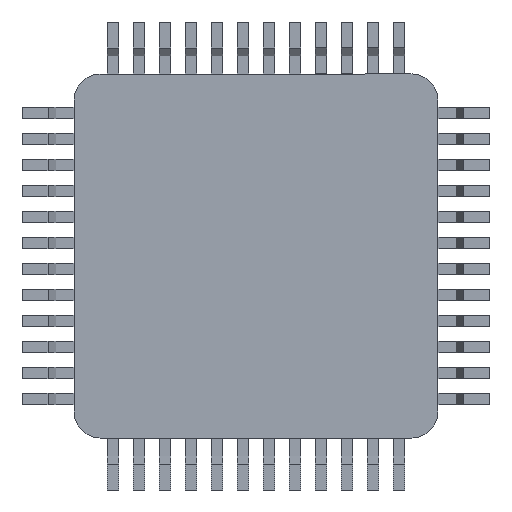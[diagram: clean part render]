
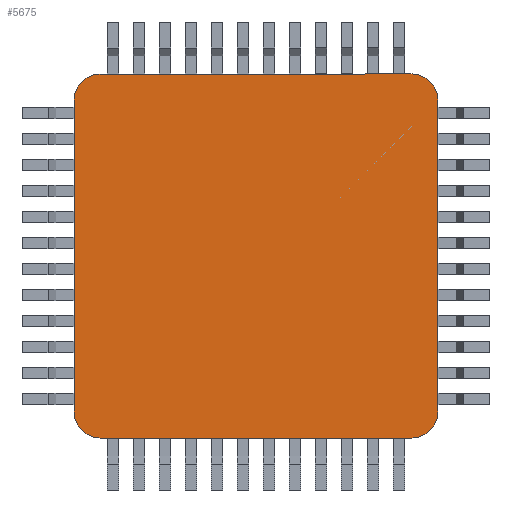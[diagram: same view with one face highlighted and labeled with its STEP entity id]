
A CAD part, front view. The second image highlights one B-rep face of the part: STEP entity #5675.
In plain terms, the highlighted planar face has unit normal (0, -1, 0).
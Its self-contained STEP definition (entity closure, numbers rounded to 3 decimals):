
#3220 = CARTESIAN_POINT ( 'NONE',  ( 3.179, 0., 2.797 ) ) ;
#3235 = DIRECTION ( 'NONE',  ( 0., 0., 1. ) ) ;
#3236 = DIRECTION ( 'NONE',  ( 0., 1., 0. ) ) ;
#3240 = AXIS2_PLACEMENT_3D ( 'NONE', #3220, #3236, #3235 ) ;
#3248 = CIRCLE ( 'NONE', #3240, 0.5 ) ;
#5157 = VERTEX_POINT ( 'NONE', #6558 ) ;
#5331 = VERTEX_POINT ( 'NONE', #7147 ) ;
#5344 = VERTEX_POINT ( 'NONE', #7456 ) ;
#5348 = VERTEX_POINT ( 'NONE', #7339 ) ;
#5356 = VERTEX_POINT ( 'NONE', #7334 ) ;
#5357 = EDGE_CURVE ( 'NONE', #5331, #5383, #7314, .T. ) ;
#5366 = EDGE_CURVE ( 'NONE', #5348, #5344, #7390, .T. ) ;
#5383 = VERTEX_POINT ( 'NONE', #7419 ) ;
#5398 = EDGE_CURVE ( 'NONE', #5344, #5331, #7592, .T. ) ;
#5666 = ORIENTED_EDGE ( 'NONE', *, *, #5398, .F. ) ;
#5667 = ORIENTED_EDGE ( 'NONE', *, *, #5670, .F. ) ;
#5670 = EDGE_CURVE ( 'NONE', #5356, #5730, #8869, .T. ) ;
#5675 = ADVANCED_FACE ( 'NONE', ( #8841 ), #8857, .T. ) ;
#5676 = ORIENTED_EDGE ( 'NONE', *, *, #5366, .F. ) ;
#5678 = ORIENTED_EDGE ( 'NONE', *, *, #5696, .F. ) ;
#5685 = ORIENTED_EDGE ( 'NONE', *, *, #5727, .F. ) ;
#5687 = ORIENTED_EDGE ( 'NONE', *, *, #5357, .F. ) ;
#5692 = ORIENTED_EDGE ( 'NONE', *, *, #5808, .F. ) ;
#5695 = EDGE_LOOP ( 'NONE', ( #5818, #5685, #5678, #5667, #5692, #5687, #5666, #5676 ) ) ;
#5696 = EDGE_CURVE ( 'NONE', #5730, #5732, #8963, .T. ) ;
#5727 = EDGE_CURVE ( 'NONE', #5732, #5157, #9136, .T. ) ;
#5730 = VERTEX_POINT ( 'NONE', #9098 ) ;
#5732 = VERTEX_POINT ( 'NONE', #9073 ) ;
#5735 = EDGE_CURVE ( 'NONE', #5157, #5348, #9074, .T. ) ;
#5808 = EDGE_CURVE ( 'NONE', #5383, #5356, #3248, .T. ) ;
#5818 = ORIENTED_EDGE ( 'NONE', *, *, #5735, .F. ) ;
#6558 = CARTESIAN_POINT ( 'NONE',  ( -2.821, 0., -3.703 ) ) ;
#7147 = CARTESIAN_POINT ( 'NONE',  ( -2.821, 0., 3.297 ) ) ;
#7311 = DIRECTION ( 'NONE',  ( 1., 0., 0. ) ) ;
#7312 = VECTOR ( 'NONE', #7311, 1000. ) ;
#7313 = CARTESIAN_POINT ( 'NONE',  ( -2.821, 0., 3.297 ) ) ;
#7314 = LINE ( 'NONE', #7313, #7312 ) ;
#7334 = CARTESIAN_POINT ( 'NONE',  ( 3.679, 0., 2.797 ) ) ;
#7339 = CARTESIAN_POINT ( 'NONE',  ( -3.321, 0., -3.203 ) ) ;
#7387 = DIRECTION ( 'NONE',  ( 0., 0., 1. ) ) ;
#7388 = VECTOR ( 'NONE', #7387, 1000. ) ;
#7389 = CARTESIAN_POINT ( 'NONE',  ( -3.321, 0., 2.797 ) ) ;
#7390 = LINE ( 'NONE', #7389, #7388 ) ;
#7419 = CARTESIAN_POINT ( 'NONE',  ( 3.179, 0., 3.297 ) ) ;
#7456 = CARTESIAN_POINT ( 'NONE',  ( -3.321, 0., 2.797 ) ) ;
#7591 = AXIS2_PLACEMENT_3D ( 'NONE', #7633, #7700, #7699 ) ;
#7592 = CIRCLE ( 'NONE', #7591, 0.5 ) ;
#7633 = CARTESIAN_POINT ( 'NONE',  ( -2.821, 0., 2.797 ) ) ;
#7699 = DIRECTION ( 'NONE',  ( 0., 0., -1. ) ) ;
#7700 = DIRECTION ( 'NONE',  ( 0., 1., 0. ) ) ;
#8841 = FACE_OUTER_BOUND ( 'NONE', #5695, .T. ) ;
#8846 = AXIS2_PLACEMENT_3D ( 'NONE', #8914, #8913, #8912 ) ;
#8847 = DIRECTION ( 'NONE',  ( 0., 0., -1. ) ) ;
#8848 = VECTOR ( 'NONE', #8847, 1000. ) ;
#8849 = CARTESIAN_POINT ( 'NONE',  ( 3.679, 0., 2.797 ) ) ;
#8857 = PLANE ( 'NONE',  #8846 ) ;
#8869 = LINE ( 'NONE', #8849, #8848 ) ;
#8912 = DIRECTION ( 'NONE',  ( 0., 0., -1. ) ) ;
#8913 = DIRECTION ( 'NONE',  ( 0., -1., 0. ) ) ;
#8914 = CARTESIAN_POINT ( 'NONE',  ( -2.821, 0., -3.203 ) ) ;
#8963 = CIRCLE ( 'NONE', #9080, 0.5 ) ;
#8976 = DIRECTION ( 'NONE',  ( 0., 0., -1. ) ) ;
#8994 = DIRECTION ( 'NONE',  ( 0., 1., 0. ) ) ;
#9019 = DIRECTION ( 'NONE',  ( -1., 0., 0. ) ) ;
#9020 = VECTOR ( 'NONE', #9019, 1000. ) ;
#9061 = DIRECTION ( 'NONE',  ( 0., 0., -1. ) ) ;
#9062 = DIRECTION ( 'NONE',  ( 0., 1., 0. ) ) ;
#9063 = CARTESIAN_POINT ( 'NONE',  ( -2.821, 0., -3.203 ) ) ;
#9064 = AXIS2_PLACEMENT_3D ( 'NONE', #9063, #9062, #9061 ) ;
#9073 = CARTESIAN_POINT ( 'NONE',  ( 3.179, 0., -3.703 ) ) ;
#9074 = CIRCLE ( 'NONE', #9064, 0.5 ) ;
#9079 = CARTESIAN_POINT ( 'NONE',  ( 3.179, 0., -3.203 ) ) ;
#9080 = AXIS2_PLACEMENT_3D ( 'NONE', #9079, #8994, #8976 ) ;
#9086 = CARTESIAN_POINT ( 'NONE',  ( -2.821, 0., -3.703 ) ) ;
#9098 = CARTESIAN_POINT ( 'NONE',  ( 3.679, 0., -3.203 ) ) ;
#9136 = LINE ( 'NONE', #9086, #9020 ) ;
